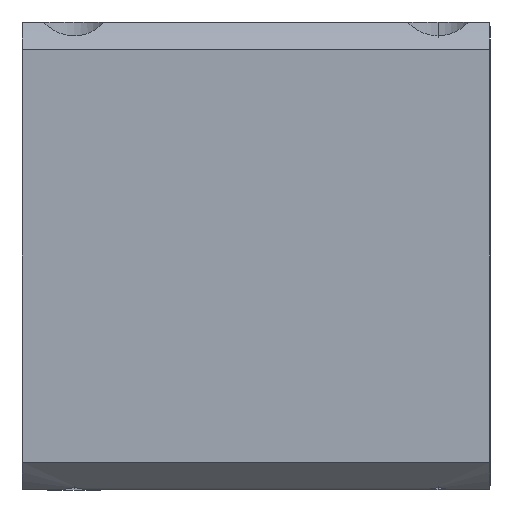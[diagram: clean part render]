
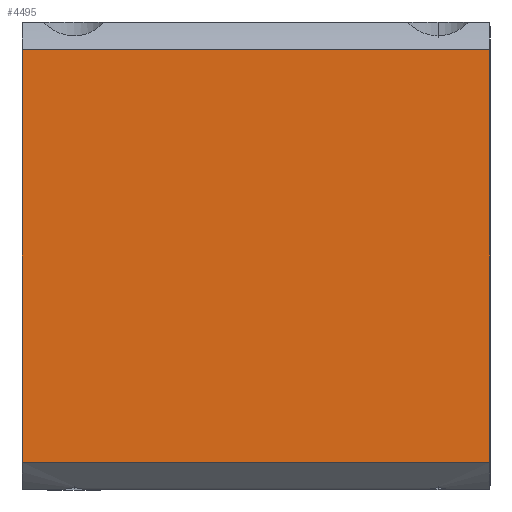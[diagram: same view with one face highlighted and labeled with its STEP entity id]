
A CAD part, left-side view. The second image highlights one B-rep face of the part: STEP entity #4495.
In plain terms, the highlighted planar face has unit normal (-1, 0, 0).
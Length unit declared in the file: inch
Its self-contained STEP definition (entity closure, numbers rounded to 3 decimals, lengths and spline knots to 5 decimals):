
#25 = ORIENTED_EDGE ( 'NONE', *, *, #4618, .T. ) ;
#342 = VERTEX_POINT ( 'NONE', #2299 ) ;
#416 = CARTESIAN_POINT ( 'NONE',  ( -1.125, -1.125, -2.11716 ) ) ;
#455 = EDGE_CURVE ( 'NONE', #2248, #4916, #4459, .T. ) ;
#551 = VECTOR ( 'NONE', #4026, 39.37008 ) ;
#706 = LINE ( 'NONE', #5449, #4137 ) ;
#743 = CARTESIAN_POINT ( 'NONE',  ( -1.125, 1.125, -2.11716 ) ) ;
#869 = CARTESIAN_POINT ( 'NONE',  ( -1.125, 1.125, -2.11716 ) ) ;
#972 = CARTESIAN_POINT ( 'NONE',  ( -1.125, -1.125, -2.11716 ) ) ;
#1038 = DIRECTION ( 'NONE',  ( 0., 1., 0. ) ) ;
#1319 = ORIENTED_EDGE ( 'NONE', *, *, #4031, .F. ) ;
#1376 = PLANE ( 'NONE',  #2062 ) ;
#1446 = CARTESIAN_POINT ( 'NONE',  ( -1.125, 1.125, -0.13284 ) ) ;
#1901 = DIRECTION ( 'NONE',  ( 0., 0., 1. ) ) ;
#2062 = AXIS2_PLACEMENT_3D ( 'NONE', #416, #4832, #1901 ) ;
#2169 = LINE ( 'NONE', #743, #5958 ) ;
#2248 = VERTEX_POINT ( 'NONE', #2501 ) ;
#2299 = CARTESIAN_POINT ( 'NONE',  ( -1.125, -1.125, -0.13284 ) ) ;
#2501 = CARTESIAN_POINT ( 'NONE',  ( -1.125, -1.125, -2.11716 ) ) ;
#2814 = FACE_OUTER_BOUND ( 'NONE', #4395, .T. ) ;
#3143 = DIRECTION ( 'NONE',  ( 0., 1., 0. ) ) ;
#3207 = VECTOR ( 'NONE', #3143, 39.37008 ) ;
#3607 = EDGE_CURVE ( 'NONE', #2248, #342, #4437, .T. ) ;
#3799 = VERTEX_POINT ( 'NONE', #1446 ) ;
#4026 = DIRECTION ( 'NONE',  ( 0., 0., 1. ) ) ;
#4031 = EDGE_CURVE ( 'NONE', #4916, #3799, #2169, .T. ) ;
#4137 = VECTOR ( 'NONE', #1038, 39.37008 ) ;
#4395 = EDGE_LOOP ( 'NONE', ( #1319, #4619, #5289, #25 ) ) ;
#4437 = LINE ( 'NONE', #972, #551 ) ;
#4459 = LINE ( 'NONE', #4580, #3207 ) ;
#4495 = ADVANCED_FACE ( 'NONE', ( #2814 ), #1376, .T. ) ;
#4580 = CARTESIAN_POINT ( 'NONE',  ( -1.125, -1.125, -2.11716 ) ) ;
#4618 = EDGE_CURVE ( 'NONE', #342, #3799, #706, .T. ) ;
#4619 = ORIENTED_EDGE ( 'NONE', *, *, #455, .F. ) ;
#4832 = DIRECTION ( 'NONE',  ( -1., 0., 0. ) ) ;
#4916 = VERTEX_POINT ( 'NONE', #869 ) ;
#4987 = DIRECTION ( 'NONE',  ( 0., 0., 1. ) ) ;
#5289 = ORIENTED_EDGE ( 'NONE', *, *, #3607, .T. ) ;
#5449 = CARTESIAN_POINT ( 'NONE',  ( -1.125, -1.125, -0.13284 ) ) ;
#5958 = VECTOR ( 'NONE', #4987, 39.37008 ) ;
